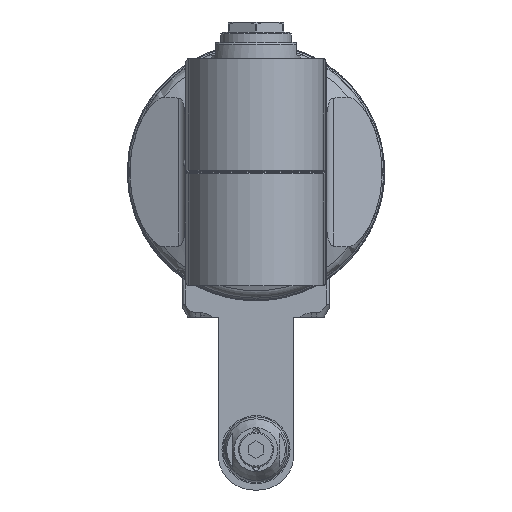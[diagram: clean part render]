
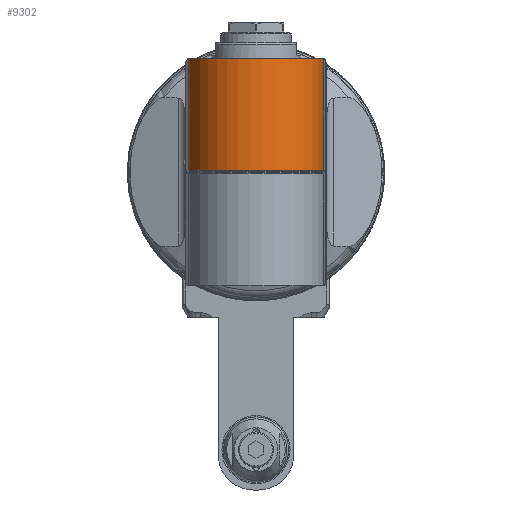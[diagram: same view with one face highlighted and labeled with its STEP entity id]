
A CAD part, front view. The second image highlights one B-rep face of the part: STEP entity #9302.
In plain terms, the highlighted cylindrical face has radius 27 mm (diameter 54 mm), a partial arc.
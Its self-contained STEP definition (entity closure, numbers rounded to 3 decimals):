
#855=LINE('',#17111,#1453);
#856=LINE('',#17114,#1454);
#1453=VECTOR('',#12871,44.334);
#1454=VECTOR('',#12874,44.334);
#1698=CYLINDRICAL_SURFACE('',#10377,27.);
#2472=FACE_OUTER_BOUND('',#3091,.T.);
#3091=EDGE_LOOP('',(#8259,#8260,#8261,#8262));
#3694=CIRCLE('',#10375,27.);
#3696=CIRCLE('',#10378,27.);
#4540=VERTEX_POINT('',#17078);
#4541=VERTEX_POINT('',#17079);
#4549=VERTEX_POINT('',#17110);
#4550=VERTEX_POINT('',#17112);
#5811=EDGE_CURVE('',#4540,#4541,#3694,.T.);
#5821=EDGE_CURVE('',#4540,#4549,#855,.T.);
#5822=EDGE_CURVE('',#4550,#4549,#3696,.T.);
#5823=EDGE_CURVE('',#4550,#4541,#856,.T.);
#8259=ORIENTED_EDGE('',*,*,#5811,.F.);
#8260=ORIENTED_EDGE('',*,*,#5821,.T.);
#8261=ORIENTED_EDGE('',*,*,#5822,.F.);
#8262=ORIENTED_EDGE('',*,*,#5823,.T.);
#9302=ADVANCED_FACE('',(#2472),#1698,.T.);
#10375=AXIS2_PLACEMENT_3D('',#17080,#12863,#12864);
#10377=AXIS2_PLACEMENT_3D('',#17109,#12869,#12870);
#10378=AXIS2_PLACEMENT_3D('',#17113,#12872,#12873);
#12863=DIRECTION('center_axis',(0.,-1.,0.));
#12864=DIRECTION('ref_axis',(0.087,0.,-0.996));
#12869=DIRECTION('center_axis',(0.,1.,0.));
#12870=DIRECTION('ref_axis',(1.,0.,0.));
#12871=DIRECTION('',(0.,1.,0.));
#12872=DIRECTION('center_axis',(0.,1.,0.));
#12873=DIRECTION('ref_axis',(1.,0.,0.));
#12874=DIRECTION('',(0.,-1.,0.));
#17078=CARTESIAN_POINT('',(192.353,-45.,-26.897));
#17079=CARTESIAN_POINT('',(192.353,-45.,26.897));
#17080=CARTESIAN_POINT('Origin',(190.,-45.,0.));
#17109=CARTESIAN_POINT('Origin',(190.,-54.,0.));
#17110=CARTESIAN_POINT('',(192.353,-0.666,-26.897));
#17111=CARTESIAN_POINT('',(192.353,-45.,-26.897));
#17112=CARTESIAN_POINT('',(192.353,-0.666,26.897));
#17113=CARTESIAN_POINT('Origin',(190.,-0.666,0.));
#17114=CARTESIAN_POINT('',(192.353,-0.666,26.897));
